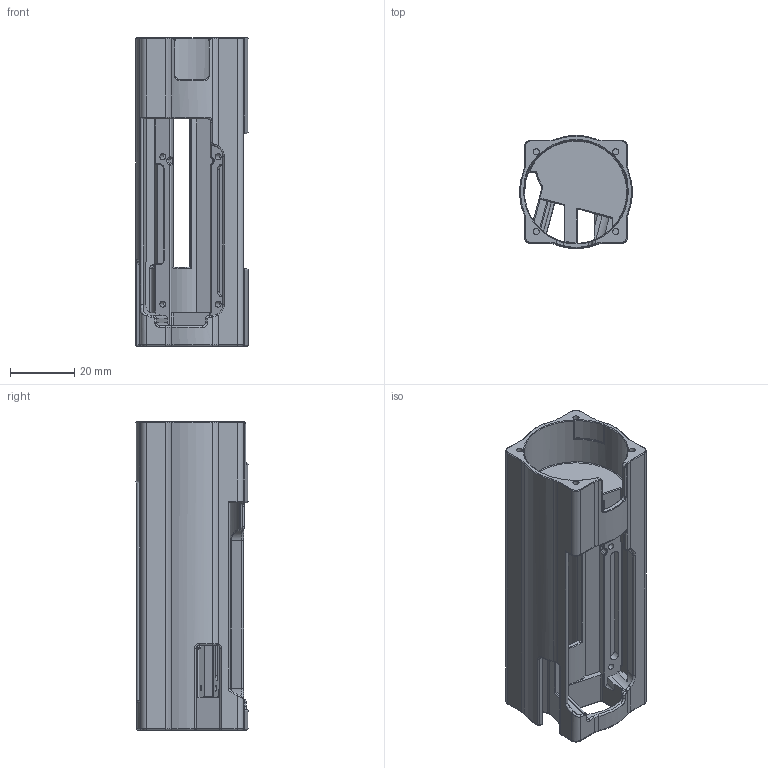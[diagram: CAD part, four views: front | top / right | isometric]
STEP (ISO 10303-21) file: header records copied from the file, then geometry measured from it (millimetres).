
FILE_DESCRIPTION(/* description */ (''),/* implementation_level */ '2;1');
FILE_NAME(/* name */ 'Carrier.stp',/* time_stamp */ '2024-09-22T09:42:29-05:00',/* author */ (''),/* organization */ (''),/* preprocessor_version */ 'ST-DEVELOPER v20',/* originating_system */ 'Autodesk Translation Framework v13.20.0.188',/* authorisation */ '');
FILE_SCHEMA (('AUTOMOTIVE_DESIGN { 1 0 10303 214 3 1 1 }'));
Length unit declared in the file: millimetre
Products named in the file (2): Carrier; Battery Keeper
Assembly tree (1 placements, depth 2):
  Carrier
    Battery Keeper
Bounding box: 34.98 x 34.96 x 95.8 mm (x, y, z)
Volume: 37241.5 mm3; surface area: 23969.8 mm2
Topology: 2 solids, 2 shells, 565 faces, 1361 edges, 798 vertices
Faces by surface type: cylinder 239, torus 130, plane 111, bspline 74, sphere 11
Full cylindrical faces by diameter (mm): 1.9 x11, 2.8 x2, 2.9 x1, 3.8 x4, 5.4 x1, 32 x1
Entity records: 18697 total; most frequent: CARTESIAN_POINT 5560, DIRECTION 2883, ORIENTED_EDGE 2700, EDGE_CURVE 1350, AXIS2_PLACEMENT_3D 1196, VERTEX_POINT 798, CIRCLE 670, EDGE_LOOP 592
